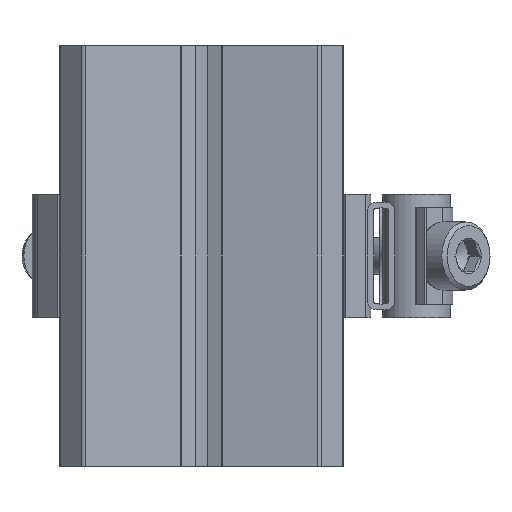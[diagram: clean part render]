
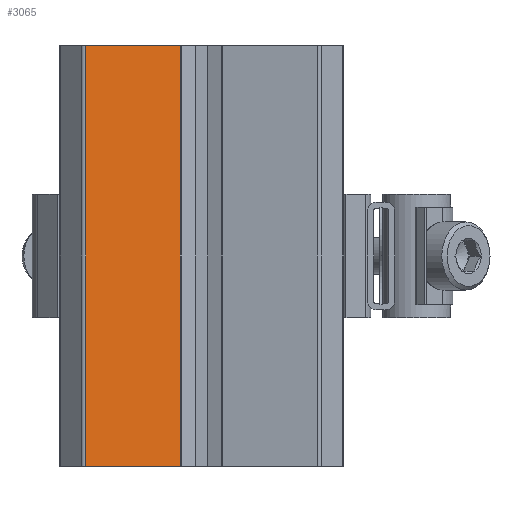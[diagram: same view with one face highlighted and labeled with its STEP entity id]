
A CAD part, front view. The second image highlights one B-rep face of the part: STEP entity #3065.
In plain terms, the highlighted planar face has unit normal (0.174, -0.985, 0).
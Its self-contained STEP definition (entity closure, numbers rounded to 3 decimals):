
#336=ORIENTED_EDGE('',*,*,#1229,.T.);
#337=ORIENTED_EDGE('',*,*,#1230,.F.);
#338=ORIENTED_EDGE('',*,*,#1231,.F.);
#339=ORIENTED_EDGE('',*,*,#1227,.T.);
#1227=EDGE_CURVE('',#1673,#1672,#1978,.T.);
#1229=EDGE_CURVE('',#1672,#1674,#1979,.T.);
#1230=EDGE_CURVE('',#1675,#1674,#1980,.T.);
#1231=EDGE_CURVE('',#1673,#1675,#1981,.T.);
#1672=VERTEX_POINT('',#4665);
#1673=VERTEX_POINT('',#4667);
#1674=VERTEX_POINT('',#4671);
#1675=VERTEX_POINT('',#4673);
#1978=LINE('',#4666,#2247);
#1979=LINE('',#4670,#2248);
#1980=LINE('',#4672,#2249);
#1981=LINE('',#4674,#2250);
#2247=VECTOR('',#3682,1000.);
#2248=VECTOR('',#3687,1000.);
#2249=VECTOR('',#3688,1000.);
#2250=VECTOR('',#3689,1000.);
#2512=EDGE_LOOP('',(#336,#337,#338,#339));
#2743=FACE_BOUND('',#2512,.T.);
#2973=PLANE('',#3310);
#3065=ADVANCED_FACE('',(#2743),#2973,.F.);
#3310=AXIS2_PLACEMENT_3D('',#4669,#3685,#3686);
#3682=DIRECTION('',(0.,0.,-1.));
#3685=DIRECTION('',(-0.174,0.985,0.));
#3686=DIRECTION('',(-0.985,-0.174,0.));
#3687=DIRECTION('',(0.985,0.174,0.));
#3688=DIRECTION('',(0.,0.,-1.));
#3689=DIRECTION('',(0.985,0.174,0.));
#4665=CARTESIAN_POINT('',(-9.345,-13.748,-17.));
#4666=CARTESIAN_POINT('',(-9.345,-13.748,17.));
#4667=CARTESIAN_POINT('',(-9.345,-13.748,17.));
#4669=CARTESIAN_POINT('',(-9.345,-13.748,17.));
#4670=CARTESIAN_POINT('',(-9.345,-13.748,-17.));
#4671=CARTESIAN_POINT('',(-1.725,-12.404,-17.));
#4672=CARTESIAN_POINT('',(-1.725,-12.404,17.));
#4673=CARTESIAN_POINT('',(-1.725,-12.404,17.));
#4674=CARTESIAN_POINT('',(-9.345,-13.748,17.));
